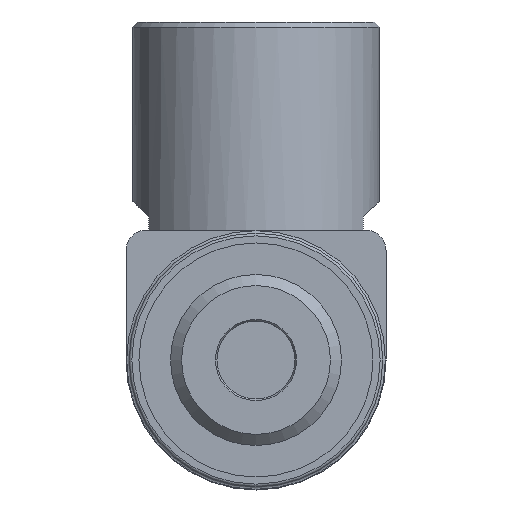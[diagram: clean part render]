
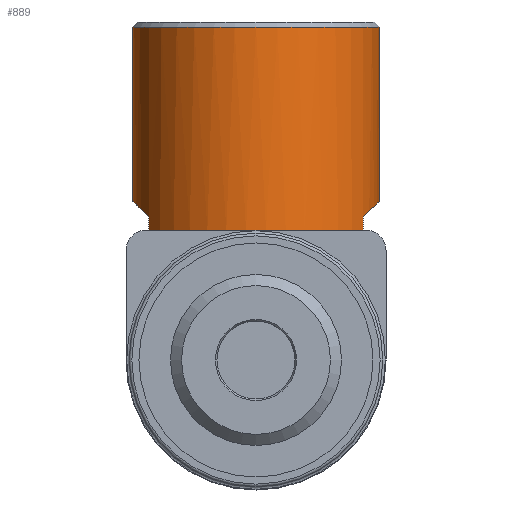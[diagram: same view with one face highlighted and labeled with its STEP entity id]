
A CAD part, front view. The second image highlights one B-rep face of the part: STEP entity #889.
In plain terms, the highlighted cylindrical face has radius 9.5 mm (diameter 19 mm), a full revolution.
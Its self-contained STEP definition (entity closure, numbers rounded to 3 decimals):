
#22=ELLIPSE('',#970,13.435,9.5);
#23=ELLIPSE('',#972,13.435,9.5);
#26=CYLINDRICAL_SURFACE('',#968,9.5);
#64=LINE('',#1409,#110);
#65=LINE('',#1413,#111);
#66=LINE('',#1417,#112);
#67=LINE('',#1421,#113);
#110=VECTOR('',#1104,1000.);
#111=VECTOR('',#1107,1000.);
#112=VECTOR('',#1110,1000.);
#113=VECTOR('',#1113,1000.);
#161=ORIENTED_EDGE('',*,*,#394,.F.);
#162=ORIENTED_EDGE('',*,*,#395,.F.);
#163=ORIENTED_EDGE('',*,*,#396,.F.);
#164=ORIENTED_EDGE('',*,*,#397,.F.);
#165=ORIENTED_EDGE('',*,*,#398,.F.);
#166=ORIENTED_EDGE('',*,*,#399,.F.);
#167=ORIENTED_EDGE('',*,*,#400,.F.);
#168=ORIENTED_EDGE('',*,*,#401,.F.);
#169=ORIENTED_EDGE('',*,*,#402,.T.);
#394=EDGE_CURVE('',#510,#511,#597,.T.);
#395=EDGE_CURVE('',#512,#510,#64,.T.);
#396=EDGE_CURVE('',#513,#512,#22,.T.);
#397=EDGE_CURVE('',#514,#513,#65,.F.);
#398=EDGE_CURVE('',#515,#514,#598,.T.);
#399=EDGE_CURVE('',#516,#515,#66,.T.);
#400=EDGE_CURVE('',#517,#516,#23,.T.);
#401=EDGE_CURVE('',#511,#517,#67,.F.);
#402=EDGE_CURVE('',#518,#518,#599,.T.);
#510=VERTEX_POINT('',#1407);
#511=VERTEX_POINT('',#1408);
#512=VERTEX_POINT('',#1410);
#513=VERTEX_POINT('',#1412);
#514=VERTEX_POINT('',#1414);
#515=VERTEX_POINT('',#1416);
#516=VERTEX_POINT('',#1418);
#517=VERTEX_POINT('',#1420);
#518=VERTEX_POINT('',#1423);
#597=CIRCLE('',#969,9.5);
#598=CIRCLE('',#971,9.5);
#599=CIRCLE('',#973,9.5);
#654=EDGE_LOOP('',(#161,#162,#163,#164,#165,#166,#167,#168));
#655=EDGE_LOOP('',(#169));
#754=FACE_BOUND('',#654,.T.);
#755=FACE_BOUND('',#655,.T.);
#889=ADVANCED_FACE('',(#754,#755),#26,.T.);
#968=AXIS2_PLACEMENT_3D('',#1405,#1100,#1101);
#969=AXIS2_PLACEMENT_3D('',#1406,#1102,#1103);
#970=AXIS2_PLACEMENT_3D('',#1411,#1105,#1106);
#971=AXIS2_PLACEMENT_3D('',#1415,#1108,#1109);
#972=AXIS2_PLACEMENT_3D('',#1419,#1111,#1112);
#973=AXIS2_PLACEMENT_3D('',#1422,#1114,#1115);
#1100=DIRECTION('',(0.,0.,-1.));
#1101=DIRECTION('',(-1.,0.,0.));
#1102=DIRECTION('',(0.,0.,-1.));
#1103=DIRECTION('',(-1.,0.,0.));
#1104=DIRECTION('',(0.,0.,-1.));
#1105=DIRECTION('',(-0.707,0.,-0.707));
#1106=DIRECTION('',(0.707,0.,-0.707));
#1107=DIRECTION('',(0.,0.,-1.));
#1108=DIRECTION('',(0.,0.,-1.));
#1109=DIRECTION('',(-1.,0.,0.));
#1110=DIRECTION('',(0.,0.,-1.));
#1111=DIRECTION('',(0.707,0.,-0.707));
#1112=DIRECTION('',(-0.707,0.,-0.707));
#1113=DIRECTION('',(0.,0.,-1.));
#1114=DIRECTION('',(0.,0.,-1.));
#1115=DIRECTION('',(-1.,0.,0.));
#1405=CARTESIAN_POINT('',(0.,13.2,10.));
#1406=CARTESIAN_POINT('',(0.,13.2,10.));
#1407=CARTESIAN_POINT('',(-8.25,17.91,10.));
#1408=CARTESIAN_POINT('',(8.25,17.91,10.));
#1409=CARTESIAN_POINT('',(-8.25,17.91,10.));
#1410=CARTESIAN_POINT('',(-8.25,17.91,11.));
#1411=CARTESIAN_POINT('',(0.,13.2,2.75));
#1412=CARTESIAN_POINT('',(-8.25,8.49,11.));
#1413=CARTESIAN_POINT('',(-8.25,8.49,10.));
#1414=CARTESIAN_POINT('',(-8.25,8.49,10.));
#1415=CARTESIAN_POINT('',(0.,13.2,10.));
#1416=CARTESIAN_POINT('',(8.25,8.49,10.));
#1417=CARTESIAN_POINT('',(8.25,8.49,10.));
#1418=CARTESIAN_POINT('',(8.25,8.49,11.));
#1419=CARTESIAN_POINT('',(0.,13.2,2.75));
#1420=CARTESIAN_POINT('',(8.25,17.91,11.));
#1421=CARTESIAN_POINT('',(8.25,17.91,10.));
#1422=CARTESIAN_POINT('',(0.,13.2,25.6));
#1423=CARTESIAN_POINT('',(-9.5,13.2,25.6));
